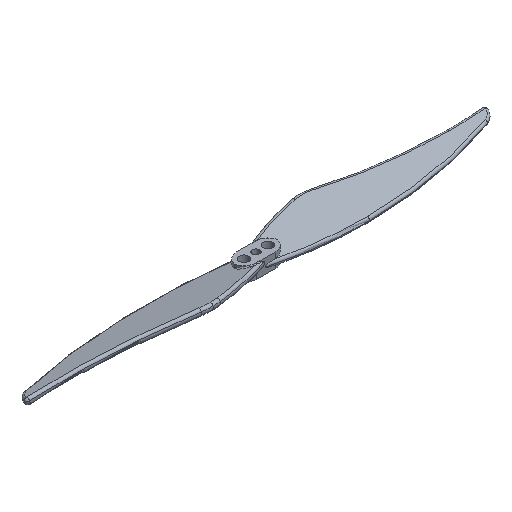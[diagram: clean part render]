
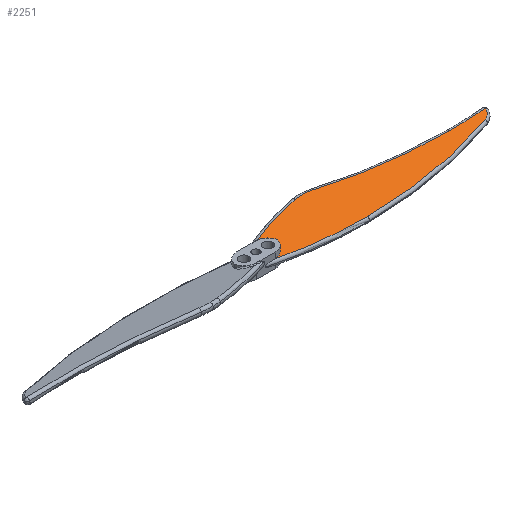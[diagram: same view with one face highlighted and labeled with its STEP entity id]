
A CAD part, isometric view. The second image highlights one B-rep face of the part: STEP entity #2251.
In plain terms, the highlighted planar face has unit normal (0, -0.259, 0.966).
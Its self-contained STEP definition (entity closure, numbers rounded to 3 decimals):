
#35 = CARTESIAN_POINT ( 'NONE',  ( 3.182, 1.979, 1.307 ) ) ;
#67 = AXIS2_PLACEMENT_3D ( 'NONE', #1535, #2562, #852 ) ;
#68 = CARTESIAN_POINT ( 'NONE',  ( 22.163, -49.507, -12.489 ) ) ;
#195 = ORIENTED_EDGE ( 'NONE', *, *, #255, .T. ) ;
#212 = CARTESIAN_POINT ( 'NONE',  ( 3.786, 1.685, 1.228 ) ) ;
#224 = CARTESIAN_POINT ( 'NONE',  ( 4.499, 0.574, 0.93 ) ) ;
#232 = VERTEX_POINT ( 'NONE', #2740 ) ;
#255 = EDGE_CURVE ( 'NONE', #1244, #396, #1362, .T. ) ;
#262 = VERTEX_POINT ( 'NONE', #456 ) ;
#266 = CARTESIAN_POINT ( 'NONE',  ( -4.5, -2., 0.241 ) ) ;
#281 = DIRECTION ( 'NONE',  ( 0., -0.966, -0.259 ) ) ;
#303 = EDGE_CURVE ( 'NONE', #396, #543, #1708, .T. ) ;
#332 = CARTESIAN_POINT ( 'NONE',  ( 47.716, 2.868, 1.545 ) ) ;
#396 = VERTEX_POINT ( 'NONE', #1580 ) ;
#423 = CARTESIAN_POINT ( 'NONE',  ( 4.499, 0.574, 0.93 ) ) ;
#452 = EDGE_CURVE ( 'NONE', #1244, #963, #1372, .T. ) ;
#456 = CARTESIAN_POINT ( 'NONE',  ( 3.182, 1.979, 1.307 ) ) ;
#470 = EDGE_CURVE ( 'NONE', #871, #232, #1315, .T. ) ;
#486 = CARTESIAN_POINT ( 'NONE',  ( 22.163, -49.507, -12.489 ) ) ;
#488 = ORIENTED_EDGE ( 'NONE', *, *, #1677, .T. ) ;
#509 = AXIS2_PLACEMENT_3D ( 'NONE', #1312, #2167, #622 ) ;
#519 = ORIENTED_EDGE ( 'NONE', *, *, #597, .T. ) ;
#523 = PLANE ( 'NONE',  #2502 ) ;
#543 = VERTEX_POINT ( 'NONE', #2475 ) ;
#569 = AXIS2_PLACEMENT_3D ( 'NONE', #2536, #2313, #2121 ) ;
#597 = EDGE_CURVE ( 'NONE', #232, #262, #886, .T. ) ;
#612 = CARTESIAN_POINT ( 'NONE',  ( 42.37, 113.491, 31.186 ) ) ;
#622 = DIRECTION ( 'NONE',  ( 0., -0.966, -0.259 ) ) ;
#699 = DIRECTION ( 'NONE',  ( 0., -0.259, 0.966 ) ) ;
#737 = EDGE_CURVE ( 'NONE', #262, #1411, #2338, .T. ) ;
#753 = ORIENTED_EDGE ( 'NONE', *, *, #470, .T. ) ;
#786 = CARTESIAN_POINT ( 'NONE',  ( 2.981, 2.077, 1.333 ) ) ;
#852 = DIRECTION ( 'NONE',  ( 0., -0.966, -0.259 ) ) ;
#870 = DIRECTION ( 'NONE',  ( 0., -0.259, 0.966 ) ) ;
#871 = VERTEX_POINT ( 'NONE', #1544 ) ;
#886 = B_SPLINE_CURVE_WITH_KNOTS ( 'NONE', 3,
 ( #1410, #2719, #786, #35 ),
 .UNSPECIFIED., .F., .F.,
 ( 4, 4 ),
 ( 0., 0.001 ),
 .UNSPECIFIED. ) ;
#895 = CARTESIAN_POINT ( 'NONE',  ( 50.112, 2.178, 1.36 ) ) ;
#912 = DIRECTION ( 'NONE',  ( 0., -0.259, 0.966 ) ) ;
#946 = EDGE_CURVE ( 'NONE', #1935, #2016, #1420, .T. ) ;
#962 = EDGE_CURVE ( 'NONE', #1730, #1935, #1289, .T. ) ;
#963 = VERTEX_POINT ( 'NONE', #2763 ) ;
#990 = CARTESIAN_POINT ( 'NONE',  ( 16.657, 4.726, 2.043 ) ) ;
#1068 = CIRCLE ( 'NONE', #2456, 9.5 ) ;
#1107 = CARTESIAN_POINT ( 'NONE',  ( 14.542, -4.22, -0.354 ) ) ;
#1244 = VERTEX_POINT ( 'NONE', #2493 ) ;
#1263 = CARTESIAN_POINT ( 'NONE',  ( 3.499, -2., 0.241 ) ) ;
#1265 = DIRECTION ( 'NONE',  ( 0., -0.966, -0.259 ) ) ;
#1289 = CIRCLE ( 'NONE', #1912, 115.5 ) ;
#1312 = CARTESIAN_POINT ( 'NONE',  ( 19.756, 91.389, 25.264 ) ) ;
#1315 = CIRCLE ( 'NONE', #2347, 57. ) ;
#1340 = DIRECTION ( 'NONE',  ( 0., -0.259, 0.966 ) ) ;
#1362 = CIRCLE ( 'NONE', #67, 98.314 ) ;
#1370 = DIRECTION ( 'NONE',  ( 0., -0.966, -0.259 ) ) ;
#1372 = LINE ( 'NONE', #266, #2521 ) ;
#1410 = CARTESIAN_POINT ( 'NONE',  ( 2.546, 2.188, 1.363 ) ) ;
#1411 = VERTEX_POINT ( 'NONE', #2179 ) ;
#1420 = CIRCLE ( 'NONE', #569, 115.5 ) ;
#1535 = CARTESIAN_POINT ( 'NONE',  ( 19.756, 91.389, 25.264 ) ) ;
#1544 = CARTESIAN_POINT ( 'NONE',  ( 13.017, 4.838, 2.073 ) ) ;
#1554 = CARTESIAN_POINT ( 'NONE',  ( 42.37, 1.927, 1.293 ) ) ;
#1580 = CARTESIAN_POINT ( 'NONE',  ( 19.756, -3.575, -0.181 ) ) ;
#1621 =( BOUNDED_CURVE ( )  B_SPLINE_CURVE ( 3, ( #423, #1961, #1263, #2355 ),
 .UNSPECIFIED., .F., .T. ) 
 B_SPLINE_CURVE_WITH_KNOTS ( ( 4, 4 ),
 ( 4.683, 6.283 ),
 .UNSPECIFIED. ) 
 CURVE ( )  GEOMETRIC_REPRESENTATION_ITEM ( )  RATIONAL_B_SPLINE_CURVE ( ( 1., 0.798, 0.798, 1. ) ) 
 REPRESENTATION_ITEM ( '' )  );
#1677 = EDGE_CURVE ( 'NONE', #2016, #871, #1068, .T. ) ;
#1692 = ORIENTED_EDGE ( 'NONE', *, *, #737, .T. ) ;
#1708 = CIRCLE ( 'NONE', #509, 98.314 ) ;
#1730 = VERTEX_POINT ( 'NONE', #895 ) ;
#1741 = ORIENTED_EDGE ( 'NONE', *, *, #2211, .T. ) ;
#1813 = DIRECTION ( 'NONE',  ( 1., 0., 0. ) ) ;
#1885 = ORIENTED_EDGE ( 'NONE', *, *, #452, .F. ) ;
#1912 = AXIS2_PLACEMENT_3D ( 'NONE', #612, #2108, #1265 ) ;
#1916 = ORIENTED_EDGE ( 'NONE', *, *, #303, .T. ) ;
#1917 = CIRCLE ( 'NONE', #2061, 2.5 ) ;
#1935 = VERTEX_POINT ( 'NONE', #1554 ) ;
#1937 = CARTESIAN_POINT ( 'NONE',  ( 4.245, 1.196, 1.097 ) ) ;
#1961 = CARTESIAN_POINT ( 'NONE',  ( 4.543, -0.924, 0.529 ) ) ;
#1964 = EDGE_LOOP ( 'NONE', ( #753, #519, #1692, #1971, #1885, #195, #1916, #1741, #2399, #2735, #488 ) ) ;
#1971 = ORIENTED_EDGE ( 'NONE', *, *, #2683, .T. ) ;
#2016 = VERTEX_POINT ( 'NONE', #990 ) ;
#2061 = AXIS2_PLACEMENT_3D ( 'NONE', #332, #699, #1370 ) ;
#2108 = DIRECTION ( 'NONE',  ( 0., 0.259, -0.966 ) ) ;
#2121 = DIRECTION ( 'NONE',  ( 0., -0.966, -0.259 ) ) ;
#2125 = CARTESIAN_POINT ( 'NONE',  ( 3.182, 1.979, 1.307 ) ) ;
#2167 = DIRECTION ( 'NONE',  ( 0., -0.259, 0.966 ) ) ;
#2179 = CARTESIAN_POINT ( 'NONE',  ( 4.499, 0.574, 0.93 ) ) ;
#2211 = EDGE_CURVE ( 'NONE', #543, #1730, #1917, .T. ) ;
#2251 = ADVANCED_FACE ( 'NONE', ( #2662 ), #523, .T. ) ;
#2313 = DIRECTION ( 'NONE',  ( 0., 0.259, -0.966 ) ) ;
#2338 =( BOUNDED_CURVE ( )  B_SPLINE_CURVE ( 3, ( #2125, #212, #1937, #224 ),
 .UNSPECIFIED., .F., .T. ) 
 B_SPLINE_CURVE_WITH_KNOTS ( ( 4, 4 ),
 ( 3.595, 4.324 ),
 .UNSPECIFIED. ) 
 CURVE ( )  GEOMETRIC_REPRESENTATION_ITEM ( )  RATIONAL_B_SPLINE_CURVE ( ( 1., 0.956, 0.956, 1. ) ) 
 REPRESENTATION_ITEM ( '' )  );
#2347 = AXIS2_PLACEMENT_3D ( 'NONE', #486, #1340, #281 ) ;
#2355 = CARTESIAN_POINT ( 'NONE',  ( 2., -2., 0.241 ) ) ;
#2399 = ORIENTED_EDGE ( 'NONE', *, *, #962, .T. ) ;
#2456 = AXIS2_PLACEMENT_3D ( 'NONE', #1107, #870, #2608 ) ;
#2475 = CARTESIAN_POINT ( 'NONE',  ( 48.446, 0.559, 0.926 ) ) ;
#2493 = CARTESIAN_POINT ( 'NONE',  ( 1.925, -2., 0.241 ) ) ;
#2502 = AXIS2_PLACEMENT_3D ( 'NONE', #68, #912, #2677 ) ;
#2521 = VECTOR ( 'NONE', #1813, 1000. ) ;
#2536 = CARTESIAN_POINT ( 'NONE',  ( 42.37, 113.491, 31.186 ) ) ;
#2562 = DIRECTION ( 'NONE',  ( 0., -0.259, 0.966 ) ) ;
#2608 = DIRECTION ( 'NONE',  ( 0., -0.966, -0.259 ) ) ;
#2662 = FACE_OUTER_BOUND ( 'NONE', #1964, .T. ) ;
#2677 = DIRECTION ( 'NONE',  ( 0., 0.966, 0.259 ) ) ;
#2683 = EDGE_CURVE ( 'NONE', #1411, #963, #1621, .T. ) ;
#2719 = CARTESIAN_POINT ( 'NONE',  ( 2.767, 2.146, 1.351 ) ) ;
#2735 = ORIENTED_EDGE ( 'NONE', *, *, #946, .T. ) ;
#2740 = CARTESIAN_POINT ( 'NONE',  ( 2.546, 2.188, 1.363 ) ) ;
#2763 = CARTESIAN_POINT ( 'NONE',  ( 2., -2., 0.241 ) ) ;
